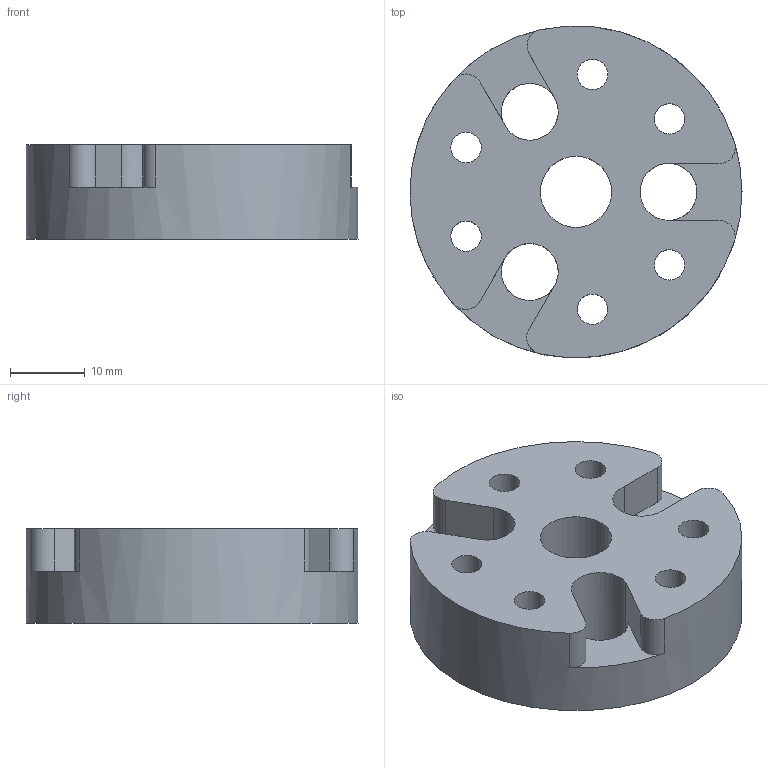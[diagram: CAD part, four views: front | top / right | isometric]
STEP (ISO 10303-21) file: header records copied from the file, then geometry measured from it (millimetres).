
FILE_DESCRIPTION(/* description */ (''),/* implementation_level */ '2;1');
FILE_NAME(/* name */ 'Hub motor end cap.step',/* time_stamp */ '2023-08-29T22:47:33-04:00',/* author */ (''),/* organization */ (''),/* preprocessor_version */ 'ST-DEVELOPER v20',/* originating_system */ 'Autodesk Translation Framework v12.9.0.99',/* authorisation */ '');
FILE_SCHEMA (('AUTOMOTIVE_DESIGN { 1 0 10303 214 3 1 1 }'));
Length unit declared in the file: inch
Products named in the file (1): Component4
Bounding box: 44.45 x 44.45 x 12.7 mm (x, y, z)
Volume: 15143 mm3; surface area: 6506.9 mm2
Topology: 1 solids, 1 shells, 28 faces, 87 edges, 58 vertices
Faces by surface type: cylinder 17, plane 11
Full cylindrical faces by diameter (mm): 4.067 x6, 7.62 x1, 9.525 x1, 44.45 x1
Entity records: 1070 total; most frequent: DIRECTION 189, ORIENTED_EDGE 174, CARTESIAN_POINT 174, EDGE_CURVE 87, AXIS2_PLACEMENT_3D 73, VERTEX_POINT 58, EDGE_LOOP 45, CIRCLE 44
